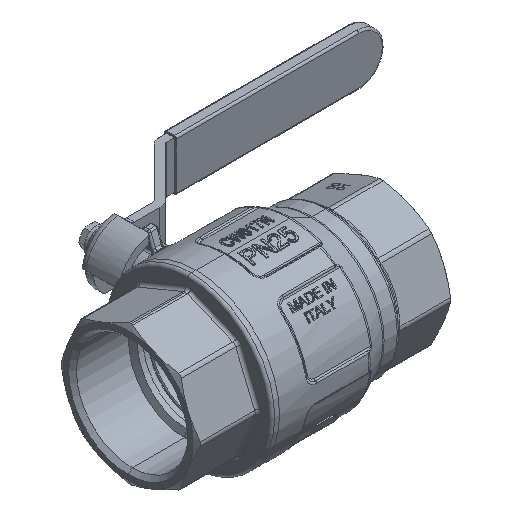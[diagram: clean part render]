
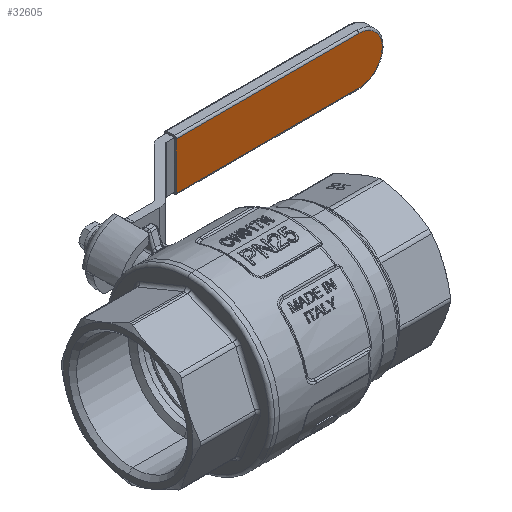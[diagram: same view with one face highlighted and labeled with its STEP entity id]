
A CAD part, isometric view. The second image highlights one B-rep face of the part: STEP entity #32605.
In plain terms, the highlighted planar face has unit normal (0, -1, 0).
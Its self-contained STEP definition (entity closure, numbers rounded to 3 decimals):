
#46 = CARTESIAN_POINT ( 'NONE',  ( 84.113, 93.3, -12. ) ) ;
#420 = CARTESIAN_POINT ( 'NONE',  ( 137.499, 93.3, 12. ) ) ;
#2852 = CARTESIAN_POINT ( 'NONE',  ( 150.821, 93.3, -10.785 ) ) ;
#3013 = CARTESIAN_POINT ( 'NONE',  ( 156.866, 93.3, -3.867 ) ) ;
#3157 = CARTESIAN_POINT ( 'NONE',  ( 155.899, 93.3, 5.999 ) ) ;
#3282 = VERTEX_POINT ( 'NONE', #9003 ) ;
#3316 = CARTESIAN_POINT ( 'NONE',  ( 146.293, 93.3, 12. ) ) ;
#3727 = CARTESIAN_POINT ( 'NONE',  ( 111.687, 93.3, -12. ) ) ;
#3935 = VERTEX_POINT ( 'NONE', #35498 ) ;
#4775 = VECTOR ( 'NONE', #9435, 1000. ) ;
#6371 = CARTESIAN_POINT ( 'NONE',  ( 145.5, 93.3, -12. ) ) ;
#6522 = CARTESIAN_POINT ( 'NONE',  ( 152.488, 93.3, -9.762 ) ) ;
#6668 = CARTESIAN_POINT ( 'NONE',  ( 157.191, 93.3, -2.732 ) ) ;
#6806 = CARTESIAN_POINT ( 'NONE',  ( 155.047, 93.3, 7.311 ) ) ;
#6827 = EDGE_CURVE ( 'NONE', #42816, #3282, #13045, .T. ) ;
#7218 = CARTESIAN_POINT ( 'NONE',  ( 52.78, 93.3, -12. ) ) ;
#7373 = CARTESIAN_POINT ( 'NONE',  ( 145.5, 93.3, -12. ) ) ;
#8413 = DIRECTION ( 'NONE',  ( 0., 0., 1. ) ) ;
#8553 = EDGE_CURVE ( 'NONE', #3935, #42816, #21990, .T. ) ;
#9003 = CARTESIAN_POINT ( 'NONE',  ( 145.5, 93.3, 12. ) ) ;
#9435 = DIRECTION ( 'NONE',  ( 0., 0., -1. ) ) ;
#10190 = CARTESIAN_POINT ( 'NONE',  ( 153.418, 93.3, -9.026 ) ) ;
#10361 = CARTESIAN_POINT ( 'NONE',  ( 157.499, 93.3, -0.792 ) ) ;
#10514 = CARTESIAN_POINT ( 'NONE',  ( 153.432, 93.3, 9.039 ) ) ;
#10898 = CARTESIAN_POINT ( 'NONE',  ( 53.447, 93.3, -12. ) ) ;
#11416 = CARTESIAN_POINT ( 'NONE',  ( 121.498, 93.3, 12. ) ) ;
#13045 = B_SPLINE_CURVE_WITH_KNOTS ( 'NONE', 3,
 ( #6371, #46610, #17471, #43242, #21158, #46931, #24896, #2852, #28579, #6522, #32280, #10190, #35990, #13916, #39693, #17621, #43390, #21321, #47082, #25039, #3013, #28727, #6668, #32420, #10361, #36132, #14058, #39859, #17769, #43535, #21467, #47245, #25188, #3157, #28894, #6806, #32576, #10514, #36308, #14207, #40001, #17931, #43690, #21616, #47401, #25348, #3316, #29047 ),
 .UNSPECIFIED., .F., .F.,
 ( 4, 2, 2, 2, 2, 2, 2, 2, 2, 2, 2, 2, 2, 2, 2, 2, 2, 2, 2, 2, 2, 2, 2, 4 ),
 ( 0., 0.002, 0.004, 0.005, 0.007, 0.008, 0.009, 0.012, 0.013, 0.014, 0.015, 0.016, 0.019, 0.02, 0.021, 0.023, 0.025, 0.026, 0.028, 0.03, 0.032, 0.033, 0.035, 0.038 ),
 .UNSPECIFIED. ) ;
#13916 = CARTESIAN_POINT ( 'NONE',  ( 154.539, 93.3, -7.932 ) ) ;
#14058 = CARTESIAN_POINT ( 'NONE',  ( 157.481, 93.3, 0.774 ) ) ;
#14207 = CARTESIAN_POINT ( 'NONE',  ( 151.85, 93.3, 10.189 ) ) ;
#14601 = CARTESIAN_POINT ( 'NONE',  ( 54.78, 93.3, -12. ) ) ;
#15141 = CARTESIAN_POINT ( 'NONE',  ( 75.686, 93.3, 12. ) ) ;
#15672 = CARTESIAN_POINT ( 'NONE',  ( 52.78, 93.3, 12. ) ) ;
#16755 = VERTEX_POINT ( 'NONE', #15672 ) ;
#17471 = CARTESIAN_POINT ( 'NONE',  ( 147.072, 93.3, -11.922 ) ) ;
#17621 = CARTESIAN_POINT ( 'NONE',  ( 155.693, 93.3, -6.344 ) ) ;
#17769 = CARTESIAN_POINT ( 'NONE',  ( 157.346, 93.3, 1.952 ) ) ;
#17931 = CARTESIAN_POINT ( 'NONE',  ( 150.821, 93.3, 10.763 ) ) ;
#18318 = CARTESIAN_POINT ( 'NONE',  ( 60.113, 93.3, -12. ) ) ;
#19949 = AXIS2_PLACEMENT_3D ( 'NONE', #45137, #30485, #8413 ) ;
#21158 = CARTESIAN_POINT ( 'NONE',  ( 148.603, 93.3, -11.599 ) ) ;
#21321 = CARTESIAN_POINT ( 'NONE',  ( 156.268, 93.3, -5.311 ) ) ;
#21467 = CARTESIAN_POINT ( 'NONE',  ( 156.891, 93.3, 3.855 ) ) ;
#21616 = CARTESIAN_POINT ( 'NONE',  ( 149.371, 93.3, 11.386 ) ) ;
#21990 = B_SPLINE_CURVE_WITH_KNOTS ( 'NONE', 3,
 ( #7218, #10898, #36694, #14601, #40397, #18318, #44101, #22027, #46, #25747, #3727, #29442, #7373 ),
 .UNSPECIFIED., .F., .F.,
 ( 4, 3, 3, 3, 4 ),
 ( 0., 0.002, 0.01, 0.042, 0.093 ),
 .UNSPECIFIED. ) ;
#22027 = CARTESIAN_POINT ( 'NONE',  ( 73.447, 93.3, -12. ) ) ;
#24896 = CARTESIAN_POINT ( 'NONE',  ( 149.731, 93.3, -11.236 ) ) ;
#25039 = CARTESIAN_POINT ( 'NONE',  ( 156.734, 93.3, -4.236 ) ) ;
#25188 = CARTESIAN_POINT ( 'NONE',  ( 156.271, 93.3, 5.304 ) ) ;
#25348 = CARTESIAN_POINT ( 'NONE',  ( 147.086, 93.3, 11.921 ) ) ;
#25415 = B_SPLINE_CURVE_WITH_KNOTS ( 'NONE', 3,
 ( #44464, #420, #33498, #11416, #37219, #15141, #40921 ),
 .UNSPECIFIED., .F., .F.,
 ( 4, 3, 4 ),
 ( 0., 0.024, 0.093 ),
 .UNSPECIFIED. ) ;
#25662 = ORIENTED_EDGE ( 'NONE', *, *, #38007, .T. ) ;
#25747 = CARTESIAN_POINT ( 'NONE',  ( 94.78, 93.3, -12. ) ) ;
#28437 = EDGE_LOOP ( 'NONE', ( #25662, #47025, #35928, #42430 ) ) ;
#28579 = CARTESIAN_POINT ( 'NONE',  ( 151.51, 93.3, -10.415 ) ) ;
#28727 = CARTESIAN_POINT ( 'NONE',  ( 157.094, 93.3, -3.117 ) ) ;
#28894 = CARTESIAN_POINT ( 'NONE',  ( 155.698, 93.3, 6.335 ) ) ;
#29047 = CARTESIAN_POINT ( 'NONE',  ( 145.5, 93.3, 12. ) ) ;
#29442 = CARTESIAN_POINT ( 'NONE',  ( 128.593, 93.3, -12. ) ) ;
#30485 = DIRECTION ( 'NONE',  ( 0., 1., 0. ) ) ;
#31500 = CARTESIAN_POINT ( 'NONE',  ( 52.78, 93.3, 0. ) ) ;
#32280 = CARTESIAN_POINT ( 'NONE',  ( 152.806, 93.3, -9.527 ) ) ;
#32420 = CARTESIAN_POINT ( 'NONE',  ( 157.422, 93.3, -1.57 ) ) ;
#32576 = CARTESIAN_POINT ( 'NONE',  ( 154.552, 93.3, 7.918 ) ) ;
#32605 = ADVANCED_FACE ( 'NONE', ( #39502 ), #34037, .F. ) ;
#33498 = CARTESIAN_POINT ( 'NONE',  ( 129.499, 93.3, 12. ) ) ;
#34037 = PLANE ( 'NONE',  #19949 ) ;
#34149 = LINE ( 'NONE', #31500, #4775 ) ;
#35498 = CARTESIAN_POINT ( 'NONE',  ( 52.78, 93.3, -12. ) ) ;
#35928 = ORIENTED_EDGE ( 'NONE', *, *, #6827, .T. ) ;
#35990 = CARTESIAN_POINT ( 'NONE',  ( 153.709, 93.3, -8.762 ) ) ;
#36132 = CARTESIAN_POINT ( 'NONE',  ( 157.5, 93.3, 0.382 ) ) ;
#36308 = CARTESIAN_POINT ( 'NONE',  ( 152.825, 93.3, 9.536 ) ) ;
#36694 = CARTESIAN_POINT ( 'NONE',  ( 54.113, 93.3, -12. ) ) ;
#37031 = CARTESIAN_POINT ( 'NONE',  ( 145.5, 93.3, -12. ) ) ;
#37219 = CARTESIAN_POINT ( 'NONE',  ( 98.592, 93.3, 12. ) ) ;
#38007 = EDGE_CURVE ( 'NONE', #16755, #3935, #34149, .T. ) ;
#39502 = FACE_OUTER_BOUND ( 'NONE', #28437, .T. ) ;
#39693 = CARTESIAN_POINT ( 'NONE',  ( 155.035, 93.3, -7.327 ) ) ;
#39859 = CARTESIAN_POINT ( 'NONE',  ( 157.404, 93.3, 1.56 ) ) ;
#40001 = CARTESIAN_POINT ( 'NONE',  ( 151.515, 93.3, 10.391 ) ) ;
#40397 = CARTESIAN_POINT ( 'NONE',  ( 57.447, 93.3, -12. ) ) ;
#40921 = CARTESIAN_POINT ( 'NONE',  ( 52.78, 93.3, 12. ) ) ;
#42430 = ORIENTED_EDGE ( 'NONE', *, *, #47339, .T. ) ;
#42816 = VERTEX_POINT ( 'NONE', #37031 ) ;
#43242 = CARTESIAN_POINT ( 'NONE',  ( 148.222, 93.3, -11.694 ) ) ;
#43390 = CARTESIAN_POINT ( 'NONE',  ( 155.897, 93.3, -6.003 ) ) ;
#43535 = CARTESIAN_POINT ( 'NONE',  ( 157.117, 93.3, 3.106 ) ) ;
#43690 = CARTESIAN_POINT ( 'NONE',  ( 150.461, 93.3, 10.933 ) ) ;
#44101 = CARTESIAN_POINT ( 'NONE',  ( 62.78, 93.3, -12. ) ) ;
#44464 = CARTESIAN_POINT ( 'NONE',  ( 145.5, 93.3, 12. ) ) ;
#45137 = CARTESIAN_POINT ( 'NONE',  ( 145.5, 93.3, 0. ) ) ;
#46610 = CARTESIAN_POINT ( 'NONE',  ( 146.293, 93.3, -12. ) ) ;
#46931 = CARTESIAN_POINT ( 'NONE',  ( 149.356, 93.3, -11.37 ) ) ;
#47025 = ORIENTED_EDGE ( 'NONE', *, *, #8553, .T. ) ;
#47082 = CARTESIAN_POINT ( 'NONE',  ( 156.435, 93.3, -4.957 ) ) ;
#47245 = CARTESIAN_POINT ( 'NONE',  ( 156.441, 93.3, 4.944 ) ) ;
#47339 = EDGE_CURVE ( 'NONE', #3282, #16755, #25415, .T. ) ;
#47401 = CARTESIAN_POINT ( 'NONE',  ( 148.623, 93.3, 11.613 ) ) ;
